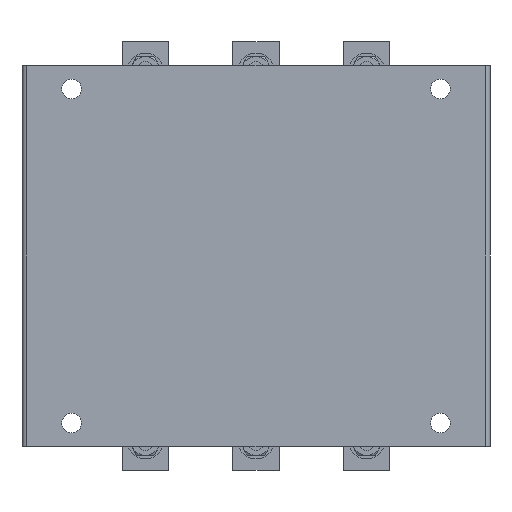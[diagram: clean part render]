
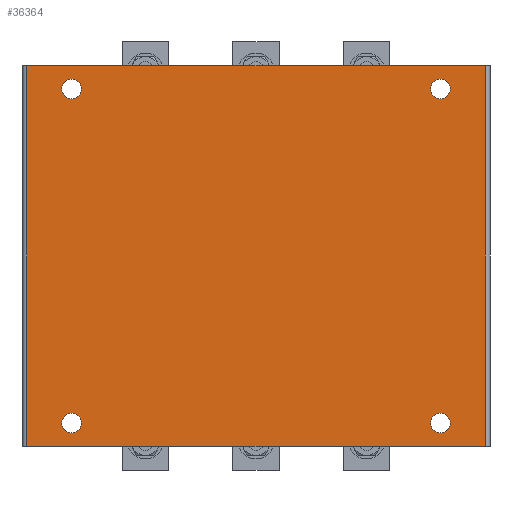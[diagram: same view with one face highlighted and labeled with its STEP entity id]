
A CAD part, front view. The second image highlights one B-rep face of the part: STEP entity #36364.
In plain terms, the highlighted planar face has unit normal (0, -1, 0).
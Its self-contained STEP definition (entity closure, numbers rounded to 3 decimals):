
#689 = VECTOR ( 'NONE', #20787, 1000. ) ;
#709 = CARTESIAN_POINT ( 'NONE',  ( 99.5, 0., -82.5 ) ) ;
#860 = ORIENTED_EDGE ( 'NONE', *, *, #28788, .T. ) ;
#872 = ORIENTED_EDGE ( 'NONE', *, *, #26499, .F. ) ;
#1073 = FACE_BOUND ( 'NONE', #39425, .T. ) ;
#1426 = CARTESIAN_POINT ( 'NONE',  ( -80., 0., -72.5 ) ) ;
#1461 = CARTESIAN_POINT ( 'NONE',  ( 80., 0., -72.5 ) ) ;
#1478 = EDGE_CURVE ( 'NONE', #5047, #13532, #24913, .T. ) ;
#1736 = CARTESIAN_POINT ( 'NONE',  ( 80., 0., -72.5 ) ) ;
#4569 = DIRECTION ( 'NONE',  ( 0., 0., 1. ) ) ;
#4608 = DIRECTION ( 'NONE',  ( 0., 0., 1. ) ) ;
#4707 = EDGE_CURVE ( 'NONE', #28953, #8169, #18447, .T. ) ;
#4735 = CARTESIAN_POINT ( 'NONE',  ( 80., 0., 68.25 ) ) ;
#4875 = DIRECTION ( 'NONE',  ( 0., 0., 1. ) ) ;
#5047 = VERTEX_POINT ( 'NONE', #6163 ) ;
#5116 = AXIS2_PLACEMENT_3D ( 'NONE', #1461, #23164, #4608 ) ;
#5630 = LINE ( 'NONE', #16539, #29406 ) ;
#6001 = DIRECTION ( 'NONE',  ( 0., 1., 0. ) ) ;
#6163 = CARTESIAN_POINT ( 'NONE',  ( 99.5, 0., 82.5 ) ) ;
#6212 = CIRCLE ( 'NONE', #15565, 4.25 ) ;
#7000 = ORIENTED_EDGE ( 'NONE', *, *, #10810, .T. ) ;
#7091 = CIRCLE ( 'NONE', #37718, 4.25 ) ;
#7111 = CARTESIAN_POINT ( 'NONE',  ( 101.5, 0., -82.5 ) ) ;
#7163 = EDGE_CURVE ( 'NONE', #8169, #28953, #37905, .T. ) ;
#8169 = VERTEX_POINT ( 'NONE', #24894 ) ;
#8408 = VECTOR ( 'NONE', #35683, 1000. ) ;
#8794 = EDGE_LOOP ( 'NONE', ( #7000, #34056 ) ) ;
#8850 = ORIENTED_EDGE ( 'NONE', *, *, #1478, .T. ) ;
#9511 = VERTEX_POINT ( 'NONE', #4735 ) ;
#9562 = CARTESIAN_POINT ( 'NONE',  ( 80., 0., -76.75 ) ) ;
#10207 = ORIENTED_EDGE ( 'NONE', *, *, #32892, .T. ) ;
#10810 = EDGE_CURVE ( 'NONE', #18779, #21268, #23938, .T. ) ;
#11002 = CARTESIAN_POINT ( 'NONE',  ( 101.5, 0., 82.5 ) ) ;
#11411 = CARTESIAN_POINT ( 'NONE',  ( -80., 0., -72.5 ) ) ;
#11899 = VERTEX_POINT ( 'NONE', #37341 ) ;
#11967 = VERTEX_POINT ( 'NONE', #34640 ) ;
#12104 = LINE ( 'NONE', #7111, #20344 ) ;
#12638 = CARTESIAN_POINT ( 'NONE',  ( -99.5, 0., -82.5 ) ) ;
#12827 = CIRCLE ( 'NONE', #34376, 4.25 ) ;
#13129 = EDGE_CURVE ( 'NONE', #21268, #18779, #6212, .T. ) ;
#13279 = ORIENTED_EDGE ( 'NONE', *, *, #4707, .T. ) ;
#13532 = VERTEX_POINT ( 'NONE', #13580 ) ;
#13580 = CARTESIAN_POINT ( 'NONE',  ( -99.5, 0., 82.5 ) ) ;
#14107 = DIRECTION ( 'NONE',  ( 0., 0., 1. ) ) ;
#14524 = DIRECTION ( 'NONE',  ( 0., 0., 1. ) ) ;
#14765 = CARTESIAN_POINT ( 'NONE',  ( 80., 0., 72.5 ) ) ;
#15536 = CARTESIAN_POINT ( 'NONE',  ( -80., 0., 68.25 ) ) ;
#15565 = AXIS2_PLACEMENT_3D ( 'NONE', #1426, #23128, #4569 ) ;
#16539 = CARTESIAN_POINT ( 'NONE',  ( 99.5, 0., 82.5 ) ) ;
#17319 = DIRECTION ( 'NONE',  ( 0., 1., 0. ) ) ;
#17476 = EDGE_LOOP ( 'NONE', ( #8850, #860, #872, #25528 ) ) ;
#17552 = FACE_BOUND ( 'NONE', #20588, .T. ) ;
#17890 = DIRECTION ( 'NONE',  ( 0., 0., 1. ) ) ;
#18064 = DIRECTION ( 'NONE',  ( 0., 1., 0. ) ) ;
#18447 = CIRCLE ( 'NONE', #31143, 4.25 ) ;
#18522 = ORIENTED_EDGE ( 'NONE', *, *, #31215, .T. ) ;
#18779 = VERTEX_POINT ( 'NONE', #20387 ) ;
#19187 = ORIENTED_EDGE ( 'NONE', *, *, #7163, .T. ) ;
#19652 = DIRECTION ( 'NONE',  ( 0., 0., 1. ) ) ;
#20192 = CARTESIAN_POINT ( 'NONE',  ( 101.5, 0., 82.5 ) ) ;
#20344 = VECTOR ( 'NONE', #25674, 1000. ) ;
#20362 = CIRCLE ( 'NONE', #27268, 4.25 ) ;
#20387 = CARTESIAN_POINT ( 'NONE',  ( -80., 0., -68.25 ) ) ;
#20588 = EDGE_LOOP ( 'NONE', ( #28534, #26141 ) ) ;
#20787 = DIRECTION ( 'NONE',  ( 0., 0., -1. ) ) ;
#21268 = VERTEX_POINT ( 'NONE', #37802 ) ;
#21676 = EDGE_CURVE ( 'NONE', #27437, #11967, #7091, .T. ) ;
#21678 = AXIS2_PLACEMENT_3D ( 'NONE', #11411, #33152, #14524 ) ;
#23128 = DIRECTION ( 'NONE',  ( 0., 1., 0. ) ) ;
#23164 = DIRECTION ( 'NONE',  ( 0., 1., 0. ) ) ;
#23442 = DIRECTION ( 'NONE',  ( 0., 1., 0. ) ) ;
#23938 = CIRCLE ( 'NONE', #21678, 4.25 ) ;
#24559 = CARTESIAN_POINT ( 'NONE',  ( 80., 0., 72.5 ) ) ;
#24886 = FACE_OUTER_BOUND ( 'NONE', #17476, .T. ) ;
#24894 = CARTESIAN_POINT ( 'NONE',  ( 80., 0., -68.25 ) ) ;
#24913 = LINE ( 'NONE', #20192, #8408 ) ;
#25528 = ORIENTED_EDGE ( 'NONE', *, *, #34567, .T. ) ;
#25674 = DIRECTION ( 'NONE',  ( -1., 0., 0. ) ) ;
#25833 = FACE_BOUND ( 'NONE', #27679, .T. ) ;
#26141 = ORIENTED_EDGE ( 'NONE', *, *, #21676, .T. ) ;
#26499 = EDGE_CURVE ( 'NONE', #28174, #32421, #12104, .T. ) ;
#27268 = AXIS2_PLACEMENT_3D ( 'NONE', #35935, #17319, #39052 ) ;
#27437 = VERTEX_POINT ( 'NONE', #15536 ) ;
#27679 = EDGE_LOOP ( 'NONE', ( #19187, #13279 ) ) ;
#27691 = DIRECTION ( 'NONE',  ( 0., 0., 1. ) ) ;
#27724 = CIRCLE ( 'NONE', #34001, 4.25 ) ;
#28174 = VERTEX_POINT ( 'NONE', #709 ) ;
#28534 = ORIENTED_EDGE ( 'NONE', *, *, #36983, .T. ) ;
#28788 = EDGE_CURVE ( 'NONE', #13532, #32421, #33738, .T. ) ;
#28953 = VERTEX_POINT ( 'NONE', #9562 ) ;
#29406 = VECTOR ( 'NONE', #19652, 1000. ) ;
#31143 = AXIS2_PLACEMENT_3D ( 'NONE', #1736, #23442, #4875 ) ;
#31215 = EDGE_CURVE ( 'NONE', #11899, #9511, #27724, .T. ) ;
#32421 = VERTEX_POINT ( 'NONE', #12638 ) ;
#32749 = DIRECTION ( 'NONE',  ( 0., 1., 0. ) ) ;
#32892 = EDGE_CURVE ( 'NONE', #9511, #11899, #12827, .T. ) ;
#33142 = FACE_BOUND ( 'NONE', #8794, .T. ) ;
#33152 = DIRECTION ( 'NONE',  ( 0., 1., 0. ) ) ;
#33738 = LINE ( 'NONE', #39401, #689 ) ;
#34001 = AXIS2_PLACEMENT_3D ( 'NONE', #24559, #6001, #27691 ) ;
#34056 = ORIENTED_EDGE ( 'NONE', *, *, #13129, .T. ) ;
#34376 = AXIS2_PLACEMENT_3D ( 'NONE', #14765, #36494, #17890 ) ;
#34567 = EDGE_CURVE ( 'NONE', #28174, #5047, #5630, .T. ) ;
#34640 = CARTESIAN_POINT ( 'NONE',  ( -80., 0., 76.75 ) ) ;
#35683 = DIRECTION ( 'NONE',  ( -1., 0., 0. ) ) ;
#35935 = CARTESIAN_POINT ( 'NONE',  ( -80., 0., 72.5 ) ) ;
#36364 = ADVANCED_FACE ( 'NONE', ( #1073, #17552, #25833, #33142, #24886 ), #38832, .F. ) ;
#36494 = DIRECTION ( 'NONE',  ( 0., 1., 0. ) ) ;
#36685 = CARTESIAN_POINT ( 'NONE',  ( -80., 0., 72.5 ) ) ;
#36983 = EDGE_CURVE ( 'NONE', #11967, #27437, #20362, .T. ) ;
#37341 = CARTESIAN_POINT ( 'NONE',  ( 80., 0., 76.75 ) ) ;
#37718 = AXIS2_PLACEMENT_3D ( 'NONE', #36685, #18064, #39800 ) ;
#37802 = CARTESIAN_POINT ( 'NONE',  ( -80., 0., -76.75 ) ) ;
#37905 = CIRCLE ( 'NONE', #5116, 4.25 ) ;
#38665 = AXIS2_PLACEMENT_3D ( 'NONE', #11002, #32749, #14107 ) ;
#38832 = PLANE ( 'NONE',  #38665 ) ;
#39052 = DIRECTION ( 'NONE',  ( 0., 0., 1. ) ) ;
#39401 = CARTESIAN_POINT ( 'NONE',  ( -99.5, 0., 82.5 ) ) ;
#39425 = EDGE_LOOP ( 'NONE', ( #18522, #10207 ) ) ;
#39800 = DIRECTION ( 'NONE',  ( 0., 0., 1. ) ) ;
